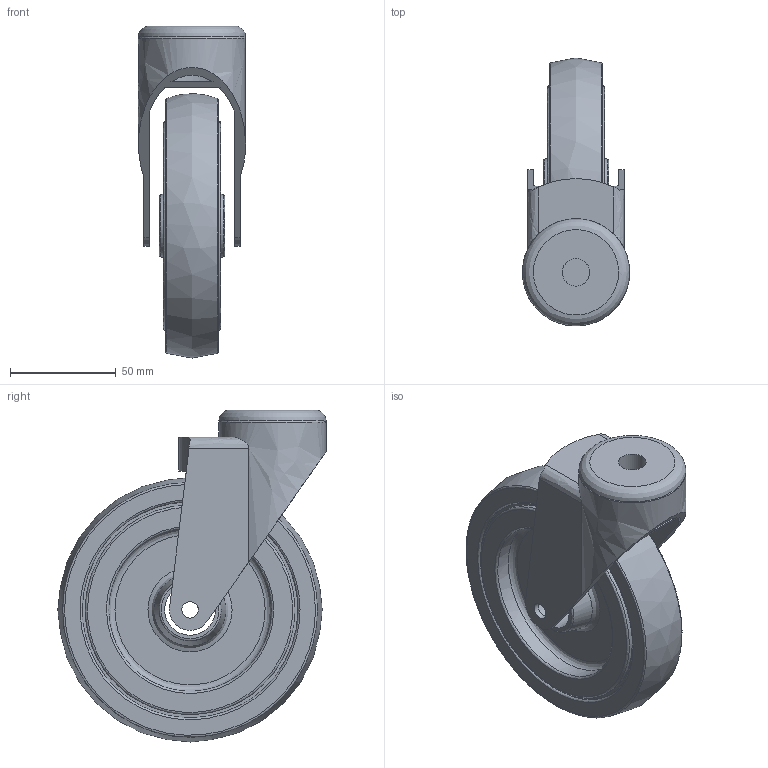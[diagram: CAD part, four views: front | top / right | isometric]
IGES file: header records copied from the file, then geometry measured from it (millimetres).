
Global section: file name: SF2310V; native system: Autodesk Inventor 2015; preprocessor: unknown; author: M.  Boeke; date: 20160104.151409; units: millimetre
Bounding box: 50.7 x 126.85 x 157 mm (x, y, z)
Volume: 290820.5 mm3; surface area: 72422.6 mm2
Topology: 2 solids, 4 shells, 79 faces, 232 edges, 169 vertices
Faces by surface type: bspline 79
